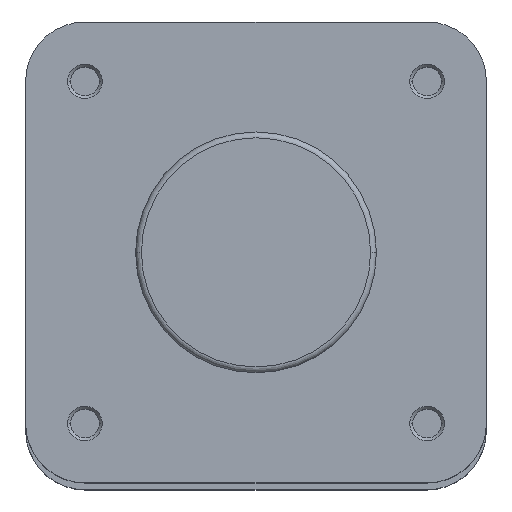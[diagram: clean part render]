
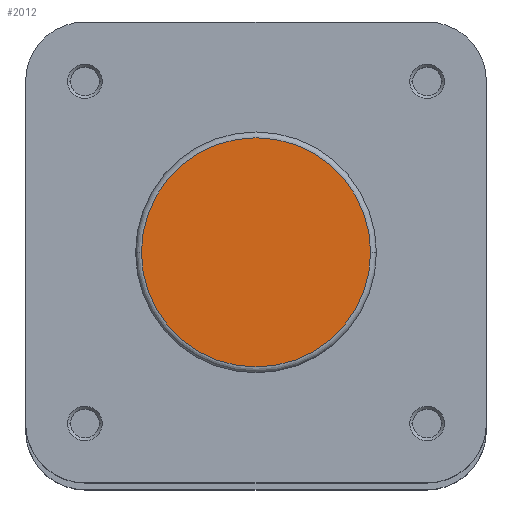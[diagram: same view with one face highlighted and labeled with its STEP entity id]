
A CAD part, top view. The second image highlights one B-rep face of the part: STEP entity #2012.
In plain terms, the highlighted planar face has unit normal (0, 0, 1).
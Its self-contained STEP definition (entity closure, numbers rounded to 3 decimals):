
#29 = VERTEX_POINT ( 'NONE', #184 ) ;
#56 = VERTEX_POINT ( 'NONE', #432 ) ;
#184 = CARTESIAN_POINT ( 'NONE',  ( 19.9, 0., 0. ) ) ;
#432 = CARTESIAN_POINT ( 'NONE',  ( -19.9, 0., 0. ) ) ;
#770 = PLANE ( 'NONE',  #3565 ) ;
#773 = CARTESIAN_POINT ( 'NONE',  ( 0., 20.9, 0. ) ) ;
#779 = DIRECTION ( 'NONE',  ( 0., 0., -1. ) ) ;
#780 = DIRECTION ( 'NONE',  ( -1., 0., 0. ) ) ;
#1884 = FACE_OUTER_BOUND ( 'NONE', #5108, .T. ) ;
#2012 = ADVANCED_FACE ( 'NONE', ( #1884 ), #770, .F. ) ;
#2673 = CIRCLE ( 'NONE', #6235, 19.9 ) ;
#2750 = CIRCLE ( 'NONE', #6259, 19.9 ) ;
#3454 = CARTESIAN_POINT ( 'NONE',  ( 0., 0., 0. ) ) ;
#3455 = DIRECTION ( 'NONE',  ( 0., 0., 1. ) ) ;
#3456 = DIRECTION ( 'NONE',  ( -1., 0., 0. ) ) ;
#3565 = AXIS2_PLACEMENT_3D ( 'NONE', #773, #779, #780 ) ;
#3606 = CARTESIAN_POINT ( 'NONE',  ( 0., 0., 0. ) ) ;
#3615 = DIRECTION ( 'NONE',  ( 0., 0., 1. ) ) ;
#3616 = DIRECTION ( 'NONE',  ( -1., 0., 0. ) ) ;
#4658 = ORIENTED_EDGE ( 'NONE', *, *, #5641, .T. ) ;
#4659 = ORIENTED_EDGE ( 'NONE', *, *, #5693, .T. ) ;
#5108 = EDGE_LOOP ( 'NONE', ( #4659, #4658 ) ) ;
#5641 = EDGE_CURVE ( 'NONE', #29, #56, #2673, .T. ) ;
#5693 = EDGE_CURVE ( 'NONE', #56, #29, #2750, .T. ) ;
#6235 = AXIS2_PLACEMENT_3D ( 'NONE', #3454, #3455, #3456 ) ;
#6259 = AXIS2_PLACEMENT_3D ( 'NONE', #3606, #3615, #3616 ) ;
